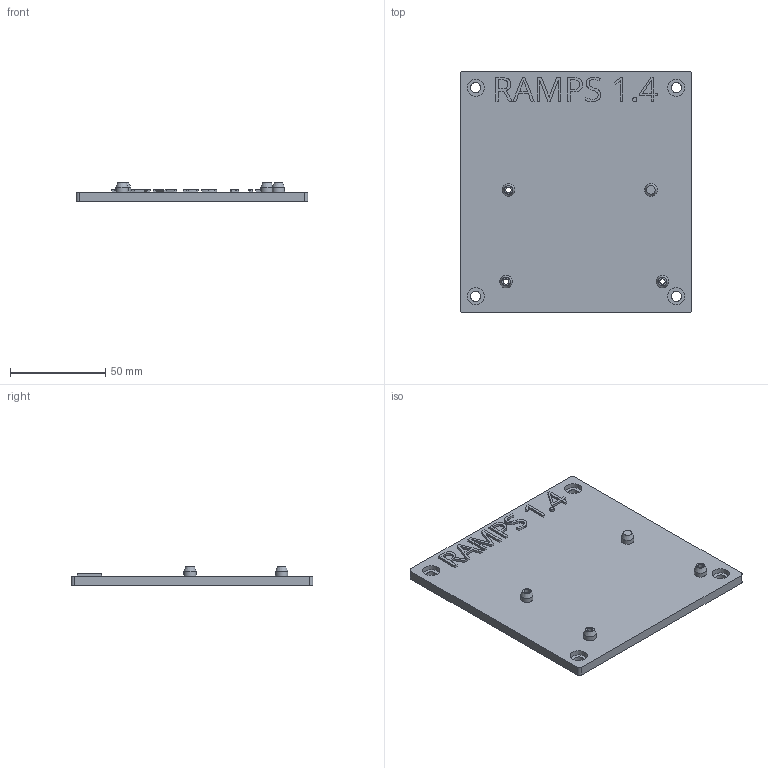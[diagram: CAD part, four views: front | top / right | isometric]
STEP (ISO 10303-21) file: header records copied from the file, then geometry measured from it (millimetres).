
FILE_DESCRIPTION(/* description */ ('STEP AP242','CAx-IF Rec.Pracs.---Representation and Presentation of Product Manufacturing Information (PMI)---4.0---2014-10-13','CAx-IF Rec.Pracs.---3D Tessellated Geometry---0.4---2014-09-14','2;1'),/* implementation_level */ '2;1');
FILE_NAME(/* name */ '62db33243b82165e16cb077d',/* time_stamp */ '2022-07-22T23:30:44+00:00',/* author */ (''),/* organization */ (''),/* preprocessor_version */ 'ST-DEVELOPER v18.102',/* originating_system */ ' ',/* authorisation */ ' ');
FILE_SCHEMA (('AP242_MANAGED_MODEL_BASED_3D_ENGINEERING_MIM_LF { 1 0 10303 442 1 1 4 }'));
Length unit declared in the file: metre
Products named in the file (1): MK5Kit_RAMPSBoardMount
Bounding box: 121.83 x 127.02 x 10 mm (x, y, z)
Volume: 77203.3 mm3; surface area: 34781.6 mm2
Topology: 1 solids, 1 shells, 172 faces, 446 edges, 296 vertices
Faces by surface type: plane 95, bspline 54, cylinder 19, cone 4
Full cylindrical faces by diameter (mm): 2.85 x3, 5.306 x4, 6.5 x4, 9 x4
Entity records: 5351 total; most frequent: CARTESIAN_POINT 1490, ORIENTED_EDGE 854, DIRECTION 599, EDGE_CURVE 427, VERTEX_POINT 296, LINE 277, VECTOR 277, EDGE_LOOP 225
